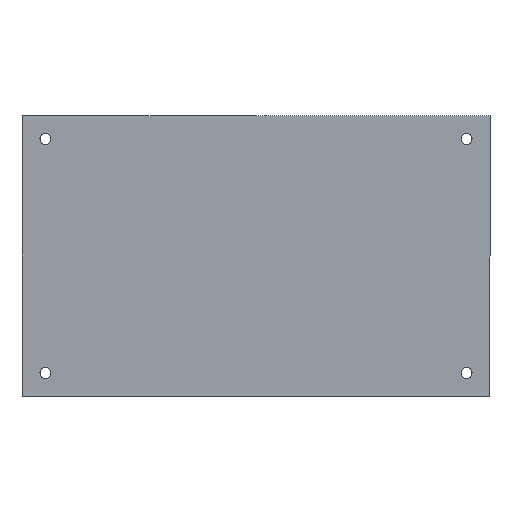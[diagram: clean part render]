
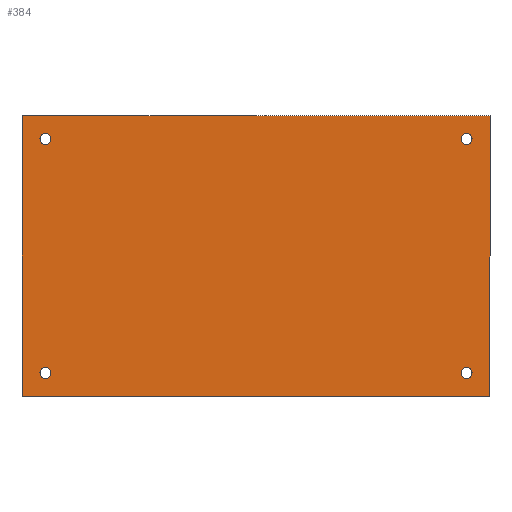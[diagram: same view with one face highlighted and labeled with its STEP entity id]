
A CAD part, front view. The second image highlights one B-rep face of the part: STEP entity #384.
In plain terms, the highlighted planar face has unit normal (0, -1, 0).
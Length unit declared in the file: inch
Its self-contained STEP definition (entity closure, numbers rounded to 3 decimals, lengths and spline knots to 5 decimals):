
#1 = VECTOR ( 'NONE', #294, 39.37008 ) ;
#4 = ORIENTED_EDGE ( 'NONE', *, *, #366, .T. ) ;
#6 = AXIS2_PLACEMENT_3D ( 'NONE', #109, #352, #306 ) ;
#10 = CARTESIAN_POINT ( 'NONE',  ( -0.5, 0., -8. ) ) ;
#11 = LINE ( 'NONE', #497, #359 ) ;
#17 = VECTOR ( 'NONE', #382, 39.37008 ) ;
#18 = AXIS2_PLACEMENT_3D ( 'NONE', #512, #472, #193 ) ;
#19 = FACE_BOUND ( 'NONE', #405, .T. ) ;
#20 = ORIENTED_EDGE ( 'NONE', *, *, #509, .T. ) ;
#25 = ORIENTED_EDGE ( 'NONE', *, *, #492, .T. ) ;
#33 = CIRCLE ( 'NONE', #6, 0.058 ) ;
#35 = EDGE_CURVE ( 'NONE', #427, #440, #264, .T. ) ;
#37 = EDGE_CURVE ( 'NONE', #400, #247, #478, .T. ) ;
#41 = CARTESIAN_POINT ( 'NONE',  ( 4.25, 0., -7.75 ) ) ;
#55 = DIRECTION ( 'NONE',  ( 0., 1., 0. ) ) ;
#56 = DIRECTION ( 'NONE',  ( 0., 0., 1. ) ) ;
#66 = LINE ( 'NONE', #303, #17 ) ;
#69 = AXIS2_PLACEMENT_3D ( 'NONE', #532, #128, #175 ) ;
#70 = EDGE_CURVE ( 'NONE', #169, #344, #66, .T. ) ;
#72 = AXIS2_PLACEMENT_3D ( 'NONE', #99, #407, #56 ) ;
#83 = CARTESIAN_POINT ( 'NONE',  ( 4.25, 0., -7.692 ) ) ;
#90 = DIRECTION ( 'NONE',  ( 0., 1., 0. ) ) ;
#94 = AXIS2_PLACEMENT_3D ( 'NONE', #536, #55, #387 ) ;
#99 = CARTESIAN_POINT ( 'NONE',  ( -0.25, 0., -7.75 ) ) ;
#105 = ORIENTED_EDGE ( 'NONE', *, *, #371, .F. ) ;
#109 = CARTESIAN_POINT ( 'NONE',  ( 4.25, 0., -5.25 ) ) ;
#111 = CARTESIAN_POINT ( 'NONE',  ( -0.25, 0., -7.692 ) ) ;
#118 = EDGE_CURVE ( 'NONE', #144, #267, #314, .T. ) ;
#119 = LINE ( 'NONE', #130, #1 ) ;
#125 = CARTESIAN_POINT ( 'NONE',  ( -0.5, 0., -8. ) ) ;
#126 = AXIS2_PLACEMENT_3D ( 'NONE', #41, #449, #529 ) ;
#128 = DIRECTION ( 'NONE',  ( 0., 1., 0. ) ) ;
#130 = CARTESIAN_POINT ( 'NONE',  ( -0.5, 0., -8. ) ) ;
#133 = ORIENTED_EDGE ( 'NONE', *, *, #219, .T. ) ;
#135 = CARTESIAN_POINT ( 'NONE',  ( -0.25, 0., -5.308 ) ) ;
#144 = VERTEX_POINT ( 'NONE', #249 ) ;
#154 = AXIS2_PLACEMENT_3D ( 'NONE', #378, #90, #334 ) ;
#157 = EDGE_CURVE ( 'NONE', #179, #225, #199, .T. ) ;
#167 = EDGE_LOOP ( 'NONE', ( #237, #105, #480, #439 ) ) ;
#169 = VERTEX_POINT ( 'NONE', #279 ) ;
#175 = DIRECTION ( 'NONE',  ( 0., 0., 1. ) ) ;
#179 = VERTEX_POINT ( 'NONE', #111 ) ;
#185 = CARTESIAN_POINT ( 'NONE',  ( 4.25, 0., -7.808 ) ) ;
#192 = CARTESIAN_POINT ( 'NONE',  ( -0.25, 0., -7.808 ) ) ;
#193 = DIRECTION ( 'NONE',  ( 0., 0., 1. ) ) ;
#199 = CIRCLE ( 'NONE', #18, 0.058 ) ;
#205 = AXIS2_PLACEMENT_3D ( 'NONE', #365, #485, #522 ) ;
#207 = CARTESIAN_POINT ( 'NONE',  ( -0.25, 0., -5.192 ) ) ;
#219 = EDGE_CURVE ( 'NONE', #267, #144, #33, .T. ) ;
#225 = VERTEX_POINT ( 'NONE', #192 ) ;
#226 = DIRECTION ( 'NONE',  ( 0., 0., 1. ) ) ;
#228 = EDGE_LOOP ( 'NONE', ( #4, #20 ) ) ;
#233 = FACE_BOUND ( 'NONE', #409, .T. ) ;
#237 = ORIENTED_EDGE ( 'NONE', *, *, #35, .F. ) ;
#245 = FACE_BOUND ( 'NONE', #269, .T. ) ;
#247 = VERTEX_POINT ( 'NONE', #185 ) ;
#249 = CARTESIAN_POINT ( 'NONE',  ( 4.25, 0., -5.308 ) ) ;
#264 = LINE ( 'NONE', #10, #446 ) ;
#267 = VERTEX_POINT ( 'NONE', #499 ) ;
#269 = EDGE_LOOP ( 'NONE', ( #462, #331 ) ) ;
#272 = CARTESIAN_POINT ( 'NONE',  ( 4.25, 0., -7.75 ) ) ;
#279 = CARTESIAN_POINT ( 'NONE',  ( 4.5, 0., -5. ) ) ;
#280 = CIRCLE ( 'NONE', #205, 0.058 ) ;
#287 = CIRCLE ( 'NONE', #72, 0.058 ) ;
#294 = DIRECTION ( 'NONE',  ( -1., 0., 0. ) ) ;
#302 = EDGE_CURVE ( 'NONE', #440, #169, #11, .T. ) ;
#303 = CARTESIAN_POINT ( 'NONE',  ( 4.5, 0., -8. ) ) ;
#306 = DIRECTION ( 'NONE',  ( 0., 0., 1. ) ) ;
#314 = CIRCLE ( 'NONE', #94, 0.058 ) ;
#318 = ORIENTED_EDGE ( 'NONE', *, *, #157, .T. ) ;
#320 = FACE_OUTER_BOUND ( 'NONE', #167, .T. ) ;
#322 = VERTEX_POINT ( 'NONE', #135 ) ;
#328 = CARTESIAN_POINT ( 'NONE',  ( -0.5, 0., -5. ) ) ;
#331 = ORIENTED_EDGE ( 'NONE', *, *, #498, .T. ) ;
#334 = DIRECTION ( 'NONE',  ( 0., 0., 1. ) ) ;
#337 = CIRCLE ( 'NONE', #154, 0.058 ) ;
#344 = VERTEX_POINT ( 'NONE', #411 ) ;
#352 = DIRECTION ( 'NONE',  ( 0., 1., 0. ) ) ;
#353 = ORIENTED_EDGE ( 'NONE', *, *, #118, .T. ) ;
#359 = VECTOR ( 'NONE', #377, 39.37008 ) ;
#365 = CARTESIAN_POINT ( 'NONE',  ( -0.25, 0., -5.25 ) ) ;
#366 = EDGE_CURVE ( 'NONE', #367, #322, #337, .T. ) ;
#367 = VERTEX_POINT ( 'NONE', #207 ) ;
#371 = EDGE_CURVE ( 'NONE', #344, #427, #119, .T. ) ;
#377 = DIRECTION ( 'NONE',  ( 1., 0., 0. ) ) ;
#378 = CARTESIAN_POINT ( 'NONE',  ( -0.25, 0., -5.25 ) ) ;
#382 = DIRECTION ( 'NONE',  ( 0., 0., -1. ) ) ;
#384 = ADVANCED_FACE ( 'NONE', ( #233, #426, #19, #245, #320 ), #410, .F. ) ;
#387 = DIRECTION ( 'NONE',  ( 0., 0., 1. ) ) ;
#400 = VERTEX_POINT ( 'NONE', #83 ) ;
#405 = EDGE_LOOP ( 'NONE', ( #133, #353 ) ) ;
#407 = DIRECTION ( 'NONE',  ( 0., 1., 0. ) ) ;
#409 = EDGE_LOOP ( 'NONE', ( #318, #25 ) ) ;
#410 = PLANE ( 'NONE',  #69 ) ;
#411 = CARTESIAN_POINT ( 'NONE',  ( 4.5, 0., -8. ) ) ;
#426 = FACE_BOUND ( 'NONE', #228, .T. ) ;
#427 = VERTEX_POINT ( 'NONE', #125 ) ;
#439 = ORIENTED_EDGE ( 'NONE', *, *, #302, .F. ) ;
#440 = VERTEX_POINT ( 'NONE', #328 ) ;
#446 = VECTOR ( 'NONE', #464, 39.37008 ) ;
#449 = DIRECTION ( 'NONE',  ( 0., 1., 0. ) ) ;
#462 = ORIENTED_EDGE ( 'NONE', *, *, #37, .T. ) ;
#464 = DIRECTION ( 'NONE',  ( 0., 0., 1. ) ) ;
#472 = DIRECTION ( 'NONE',  ( 0., 1., 0. ) ) ;
#478 = CIRCLE ( 'NONE', #520, 0.058 ) ;
#480 = ORIENTED_EDGE ( 'NONE', *, *, #70, .F. ) ;
#485 = DIRECTION ( 'NONE',  ( 0., 1., 0. ) ) ;
#486 = CIRCLE ( 'NONE', #126, 0.058 ) ;
#492 = EDGE_CURVE ( 'NONE', #225, #179, #287, .T. ) ;
#497 = CARTESIAN_POINT ( 'NONE',  ( -0.5, 0., -5. ) ) ;
#498 = EDGE_CURVE ( 'NONE', #247, #400, #486, .T. ) ;
#499 = CARTESIAN_POINT ( 'NONE',  ( 4.25, 0., -5.192 ) ) ;
#504 = DIRECTION ( 'NONE',  ( 0., 1., 0. ) ) ;
#509 = EDGE_CURVE ( 'NONE', #322, #367, #280, .T. ) ;
#512 = CARTESIAN_POINT ( 'NONE',  ( -0.25, 0., -7.75 ) ) ;
#520 = AXIS2_PLACEMENT_3D ( 'NONE', #272, #504, #226 ) ;
#522 = DIRECTION ( 'NONE',  ( 0., 0., 1. ) ) ;
#529 = DIRECTION ( 'NONE',  ( 0., 0., 1. ) ) ;
#532 = CARTESIAN_POINT ( 'NONE',  ( 0., 0., 0. ) ) ;
#536 = CARTESIAN_POINT ( 'NONE',  ( 4.25, 0., -5.25 ) ) ;
